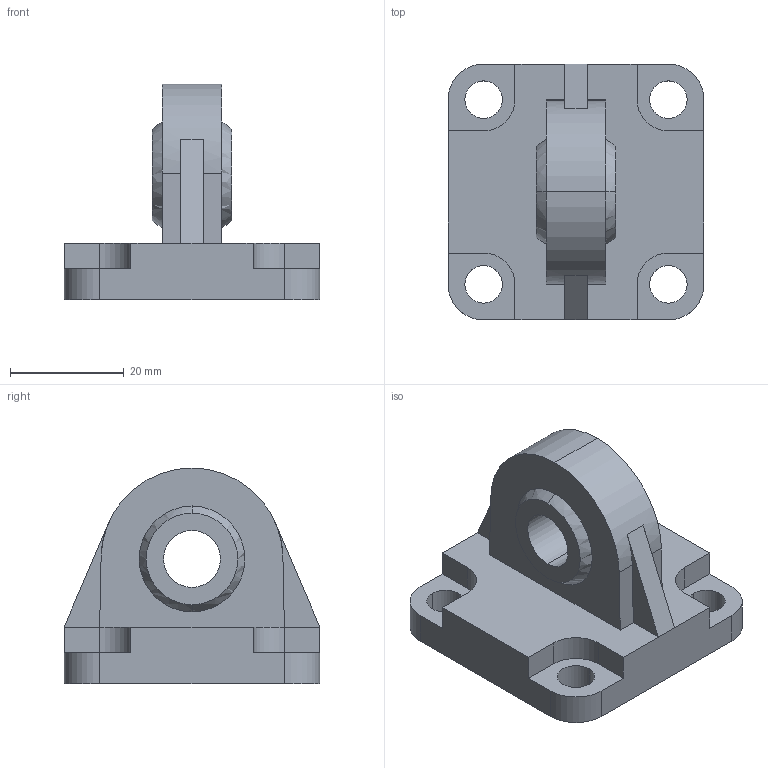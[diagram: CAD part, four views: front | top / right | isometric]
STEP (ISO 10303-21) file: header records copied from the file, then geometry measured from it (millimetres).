
FILE_DESCRIPTION(('STEP AP214'),'1');
FILE_NAME('chape_ng032.stp','2017-07-02T18:09:41',('TraceParts'),('TraceParts S.A.'),'Spatial InterOp 3D',' ',' ');
FILE_SCHEMA(('automotive_design'));
Length unit declared in the file: millimetre
Products named in the file (2): chape_ng032_1; chape_ng032_2
Bounding box: 45 x 45 x 38 mm (x, y, z)
Volume: 21823.2 mm3; surface area: 10298.6 mm2
Topology: 2 solids, 2 shells, 60 faces, 173 edges, 110 vertices
Faces by surface type: plane 34, cylinder 22, sphere 4
Entity records: 1987 total; most frequent: DIRECTION 353, CARTESIAN_POINT 337, ORIENTED_EDGE 330, EDGE_CURVE 165, AXIS2_PLACEMENT_3D 126, VERTEX_POINT 110, LINE 101, VECTOR 101
